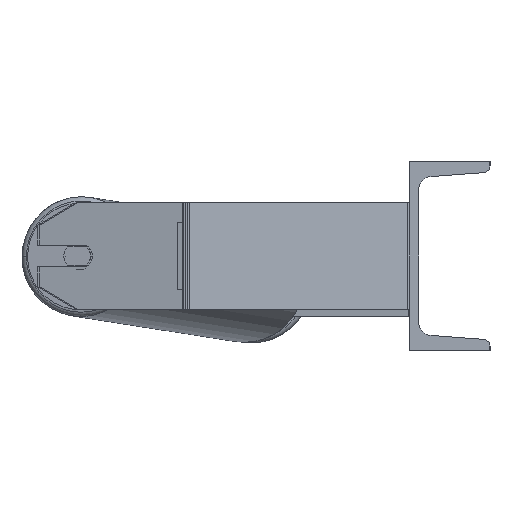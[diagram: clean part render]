
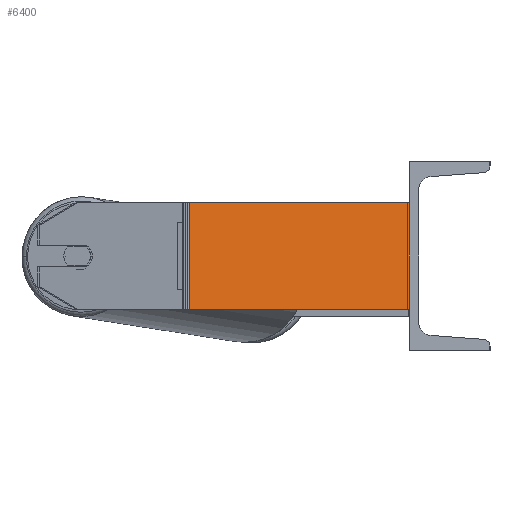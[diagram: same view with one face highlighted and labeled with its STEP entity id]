
A CAD part, left-side view. The second image highlights one B-rep face of the part: STEP entity #6400.
In plain terms, the highlighted planar face has unit normal (-0.985, -0.174, 0).
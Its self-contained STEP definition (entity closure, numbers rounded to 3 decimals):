
#41 = CARTESIAN_POINT ( 'NONE',  ( -1085., 0., -40. ) ) ;
#196 = PLANE ( 'NONE',  #4469 ) ;
#711 = VERTEX_POINT ( 'NONE', #3395 ) ;
#957 = VECTOR ( 'NONE', #7328, 1000. ) ;
#1278 = DIRECTION ( 'NONE',  ( 0.174, -0.985, 0. ) ) ;
#1835 = DIRECTION ( 'NONE',  ( 0., 0., -1. ) ) ;
#2236 = ORIENTED_EDGE ( 'NONE', *, *, #8190, .T. ) ;
#2430 = CARTESIAN_POINT ( 'NONE',  ( -1114.242, 165.839, 40. ) ) ;
#2484 = CARTESIAN_POINT ( 'NONE',  ( -1113.752, 163.06, 40. ) ) ;
#2485 = ORIENTED_EDGE ( 'NONE', *, *, #7662, .F. ) ;
#2866 = DIRECTION ( 'NONE',  ( -0.174, 0.985, 0. ) ) ;
#3181 = CARTESIAN_POINT ( 'NONE',  ( -1113.752, 163.06, -40. ) ) ;
#3395 = CARTESIAN_POINT ( 'NONE',  ( -1085., 0., 40. ) ) ;
#3428 = VECTOR ( 'NONE', #1278, 1000. ) ;
#3633 = CARTESIAN_POINT ( 'NONE',  ( -1114.242, 165.839, 40. ) ) ;
#3817 = VERTEX_POINT ( 'NONE', #2484 ) ;
#4070 = CARTESIAN_POINT ( 'NONE',  ( -1085., 0., 40. ) ) ;
#4174 = ORIENTED_EDGE ( 'NONE', *, *, #6928, .T. ) ;
#4237 = DIRECTION ( 'NONE',  ( 0.985, 0.174, 0. ) ) ;
#4469 = AXIS2_PLACEMENT_3D ( 'NONE', #3633, #4237, #2866 ) ;
#4916 = VERTEX_POINT ( 'NONE', #3181 ) ;
#5301 = LINE ( 'NONE', #4070, #6723 ) ;
#5610 = LINE ( 'NONE', #8431, #957 ) ;
#5870 = DIRECTION ( 'NONE',  ( 0.174, -0.985, 0. ) ) ;
#6189 = CARTESIAN_POINT ( 'NONE',  ( -1114.242, 165.839, -40. ) ) ;
#6400 = ADVANCED_FACE ( 'NONE', ( #7144 ), #196, .F. ) ;
#6613 = LINE ( 'NONE', #2430, #7900 ) ;
#6723 = VECTOR ( 'NONE', #1835, 1000. ) ;
#6928 = EDGE_CURVE ( 'NONE', #4916, #7128, #8265, .T. ) ;
#7128 = VERTEX_POINT ( 'NONE', #41 ) ;
#7129 = EDGE_LOOP ( 'NONE', ( #4174, #2485, #7690, #2236 ) ) ;
#7144 = FACE_OUTER_BOUND ( 'NONE', #7129, .T. ) ;
#7296 = EDGE_CURVE ( 'NONE', #3817, #711, #6613, .T. ) ;
#7328 = DIRECTION ( 'NONE',  ( 0., 0., -1. ) ) ;
#7662 = EDGE_CURVE ( 'NONE', #711, #7128, #5301, .T. ) ;
#7690 = ORIENTED_EDGE ( 'NONE', *, *, #7296, .F. ) ;
#7900 = VECTOR ( 'NONE', #5870, 1000. ) ;
#8190 = EDGE_CURVE ( 'NONE', #3817, #4916, #5610, .T. ) ;
#8265 = LINE ( 'NONE', #6189, #3428 ) ;
#8431 = CARTESIAN_POINT ( 'NONE',  ( -1113.752, 163.06, 40. ) ) ;
